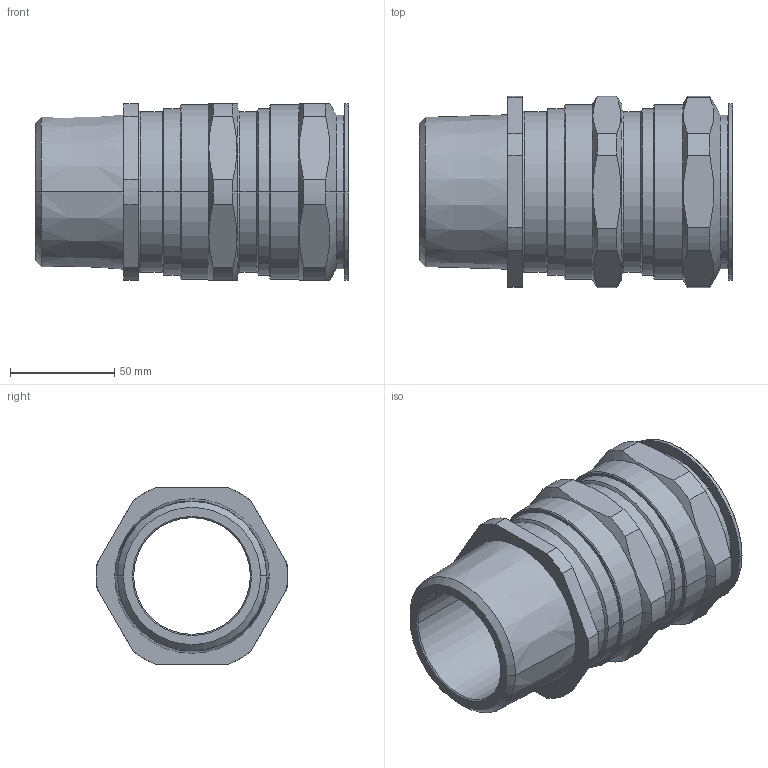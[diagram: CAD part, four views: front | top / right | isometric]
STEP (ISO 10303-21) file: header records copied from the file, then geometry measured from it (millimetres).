
FILE_DESCRIPTION (( 'STEP AP203' ), '1' );
FILE_NAME ('CAP849494V1 - NPT2-1-2 N°13.STEP', '2014-04-09T12:36:35', ( '' ), ( '' ), 'SwSTEP 2.0', 'SolidWorks 2013', '' );
FILE_SCHEMA (( 'CONFIG_CONTROL_DESIGN' ));
Length unit declared in the file: millimetre
Products named in the file (1): CAP849494V1 - NPT2-1-2 N°13
Bounding box: 150.55 x 92 x 85 mm (x, y, z)
Volume: 336095.1 mm3; surface area: 84228.3 mm2
Topology: 1 solids, 1 shells, 116 faces, 269 edges, 164 vertices
Faces by surface type: cylinder 47, cone 32, plane 29, torus 8
Entity records: 3602 total; most frequent: CARTESIAN_POINT 818, DIRECTION 615, ORIENTED_EDGE 538, EDGE_CURVE 269, AXIS2_PLACEMENT_3D 253, VERTEX_POINT 164, CIRCLE 136, EDGE_LOOP 127
